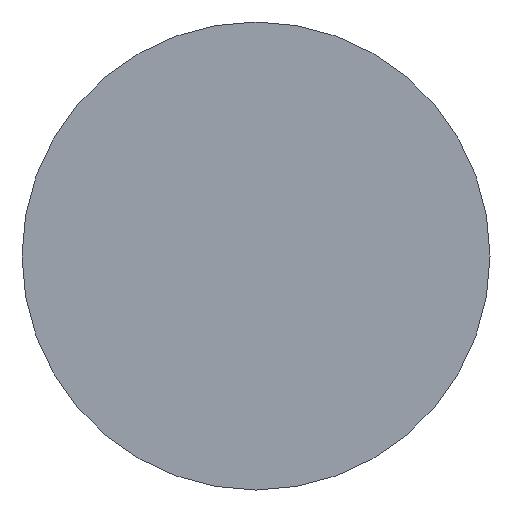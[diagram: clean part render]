
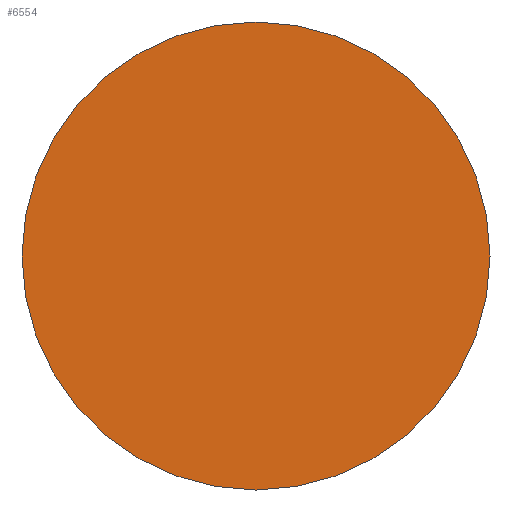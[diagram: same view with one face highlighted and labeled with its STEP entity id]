
A CAD part, left-side view. The second image highlights one B-rep face of the part: STEP entity #6554.
In plain terms, the highlighted planar face has unit normal (-1, 0, 0).
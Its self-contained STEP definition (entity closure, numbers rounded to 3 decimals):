
#1131 = VERTEX_POINT ( 'NONE', #5542 ) ;
#1132 = VERTEX_POINT ( 'NONE', #5541 ) ;
#1747 = ORIENTED_EDGE ( 'NONE', *, *, #2126, .T. ) ;
#1748 = ORIENTED_EDGE ( 'NONE', *, *, #2128, .T. ) ;
#2126 = EDGE_CURVE ( 'NONE', #1132, #1131, #3568, .T. ) ;
#2128 = EDGE_CURVE ( 'NONE', #1131, #1132, #3571, .T. ) ;
#2429 = AXIS2_PLACEMENT_3D ( 'NONE', #6631, #6630, #6629 ) ;
#2430 = AXIS2_PLACEMENT_3D ( 'NONE', #6627, #6626, #6625 ) ;
#2561 = AXIS2_PLACEMENT_3D ( 'NONE', #5238, #5248, #5249 ) ;
#3568 = CIRCLE ( 'NONE', #2429, 1.95 ) ;
#3571 = CIRCLE ( 'NONE', #2430, 1.95 ) ;
#3908 = FACE_OUTER_BOUND ( 'NONE', #4253, .T. ) ;
#4253 = EDGE_LOOP ( 'NONE', ( #1748, #1747 ) ) ;
#5238 = CARTESIAN_POINT ( 'NONE',  ( 0., 0., 0. ) ) ;
#5245 = PLANE ( 'NONE',  #2561 ) ;
#5248 = DIRECTION ( 'NONE',  ( 1., 0., 0. ) ) ;
#5249 = DIRECTION ( 'NONE',  ( 0., 0., -1. ) ) ;
#5541 = CARTESIAN_POINT ( 'NONE',  ( 0., 0., -1.95 ) ) ;
#5542 = CARTESIAN_POINT ( 'NONE',  ( 0., 0., 1.95 ) ) ;
#6554 = ADVANCED_FACE ( 'NONE', ( #3908 ), #5245, .F. ) ;
#6625 = DIRECTION ( 'NONE',  ( 0., 0., 1. ) ) ;
#6626 = DIRECTION ( 'NONE',  ( -1., 0., 0. ) ) ;
#6627 = CARTESIAN_POINT ( 'NONE',  ( 0., 0., 0. ) ) ;
#6629 = DIRECTION ( 'NONE',  ( 0., 0., 1. ) ) ;
#6630 = DIRECTION ( 'NONE',  ( -1., 0., 0. ) ) ;
#6631 = CARTESIAN_POINT ( 'NONE',  ( 0., 0., 0. ) ) ;
